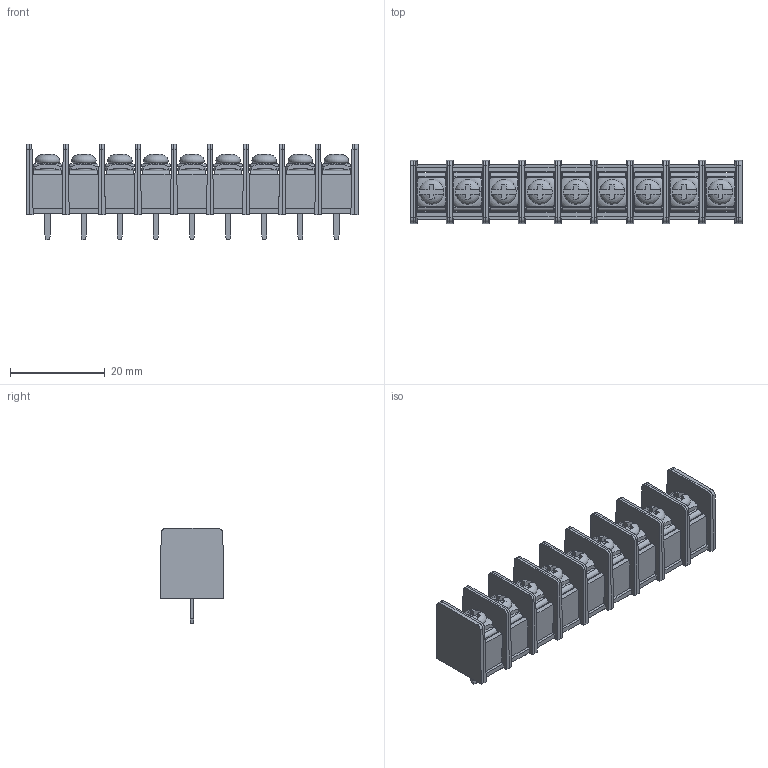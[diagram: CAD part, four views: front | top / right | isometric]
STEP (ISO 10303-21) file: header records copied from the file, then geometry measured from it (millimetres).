
FILE_DESCRIPTION(('FreeCAD Model'),'2;1');
FILE_NAME('Open CASCADE Shape Model','2021-12-28T18:08:45',('Author'),( ''),'Open CASCADE STEP processor 7.4','FreeCAD','Unknown');
FILE_SCHEMA(('AUTOMOTIVE_DESIGN { 1 0 10303 214 1 1 1 1 }'));
Length unit declared in the file: millimetre
Products named in the file (7): TerminalBlock_01x09_P7.62mm; Contact_Asm; ContactBody; Contact; ContactPlate; ContactScrew; Edge
Assembly tree (15 placements, depth 3):
  TerminalBlock_01x09_P7.62mm
    Contact_Asm  x9
      ContactBody
      Contact
      ContactPlate
      ContactScrew
    Edge  x2
Bounding box: 70.08 x 13.5 x 20.1 mm (x, y, z)
Volume: 8073.7 mm3; surface area: 16167.5 mm2
Topology: 38 solids, 38 shells, 952 faces, 2619 edges, 1779 vertices
Faces by surface type: plane 786, cylinder 130, revolution 27, cone 9
Full cylindrical faces by diameter (mm): 3 x36
Entity records: 4345 total; most frequent: CARTESIAN_POINT 1267, ORIENTED_EDGE 610, DIRECTION 572, EDGE_CURVE 305, LINE 239, VECTOR 239, VERTEX_POINT 207, AXIS2_PLACEMENT_3D 165
